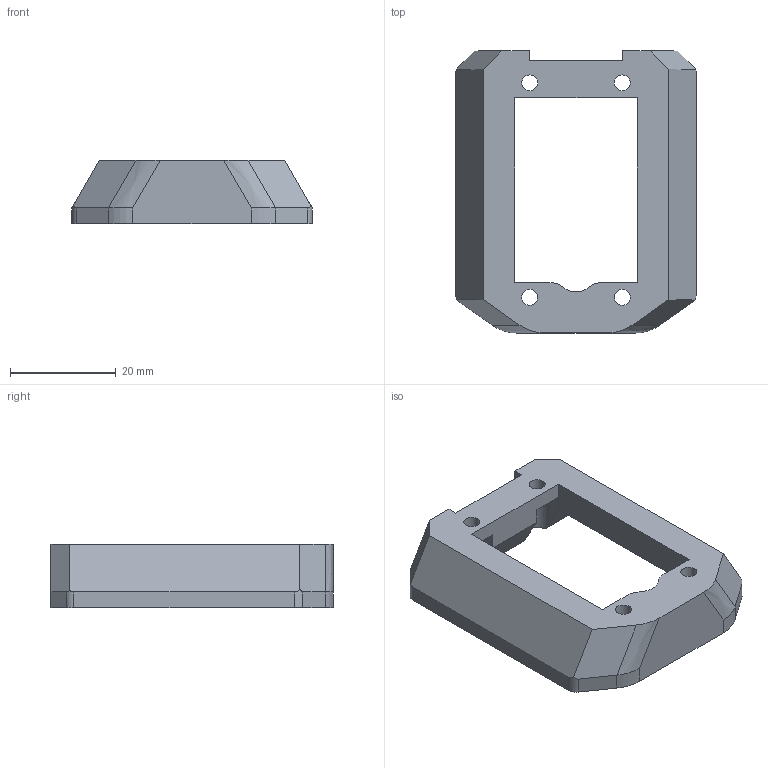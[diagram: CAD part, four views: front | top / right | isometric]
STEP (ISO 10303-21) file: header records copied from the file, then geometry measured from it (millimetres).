
FILE_DESCRIPTION(/* description */ (''),/* implementation_level */ '2;1');
FILE_NAME(/* name */ '29-magwell-bottom.step',/* time_stamp */ '2022-04-06T21:24:58+01:00',/* author */ (''),/* organization */ (''),/* preprocessor_version */ 'ST-DEVELOPER v18.1',/* originating_system */ 'Autodesk Translation Framework v10.13.0.1454',/* authorisation */ '');
FILE_SCHEMA (('AUTOMOTIVE_DESIGN { 1 0 10303 214 3 1 1 }'));
Length unit declared in the file: millimetre
Products named in the file (1): 29-magwell-bottom
Bounding box: 45.39 x 53.22 x 12 mm (x, y, z)
Volume: 12650.1 mm3; surface area: 6184.6 mm2
Topology: 1 solids, 1 shells, 67 faces, 189 edges, 124 vertices
Faces by surface type: plane 45, cylinder 20, bspline 2
Full cylindrical faces by diameter (mm): 3 x4
Entity records: 2231 total; most frequent: CARTESIAN_POINT 391, ORIENTED_EDGE 378, DIRECTION 375, EDGE_CURVE 189, LINE 135, VECTOR 135, VERTEX_POINT 124, AXIS2_PLACEMENT_3D 120
